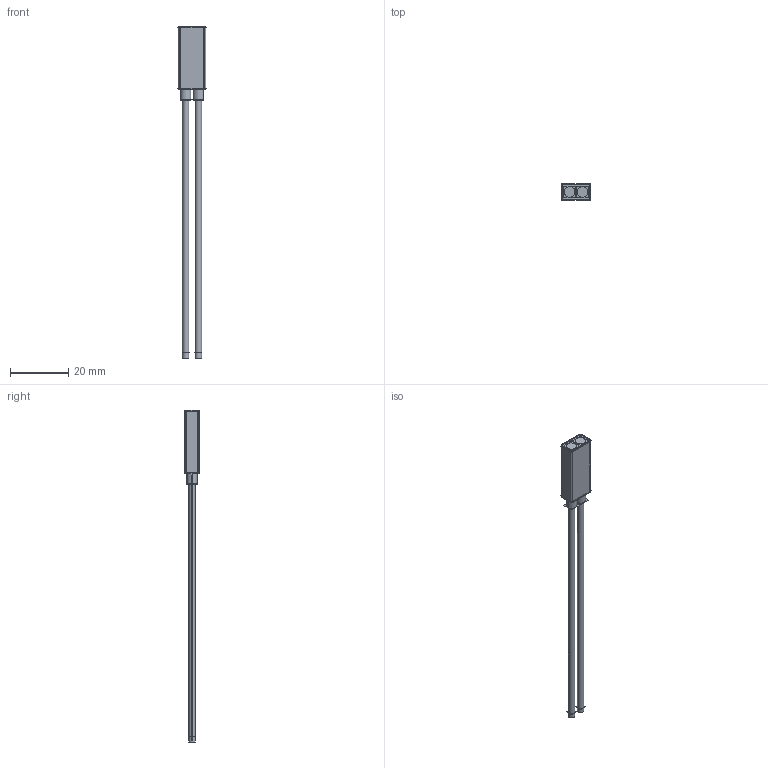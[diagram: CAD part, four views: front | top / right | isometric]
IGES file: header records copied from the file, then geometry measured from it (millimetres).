
Start section:  PTC IGES file: 199249.igs
Global section: file name: 199249.igs; native system: Creo Parametric by PTC Inc.; preprocessor: 2016260; author: PDMAdmin; organization: Unknown; date: 20170215.090321; units: millimetre
Bounding box: 9.88 x 5.47 x 114.16 mm (x, y, z)
Volume: 1771 mm3; surface area: 8529.4 mm2
Topology: 1 solids, 3 shells, 64 faces, 304 edges, 388 vertices
Faces by surface type: revolution 40, bspline 24
